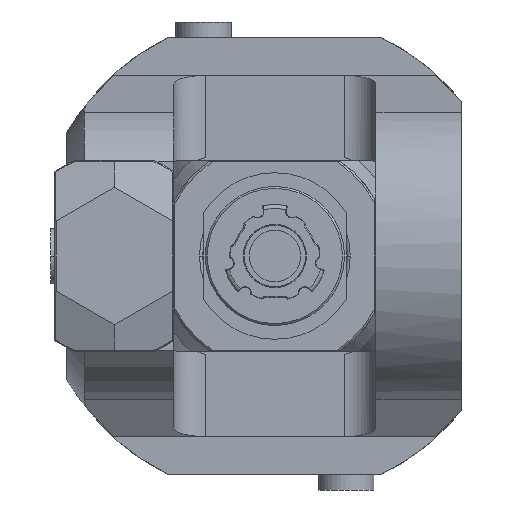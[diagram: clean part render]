
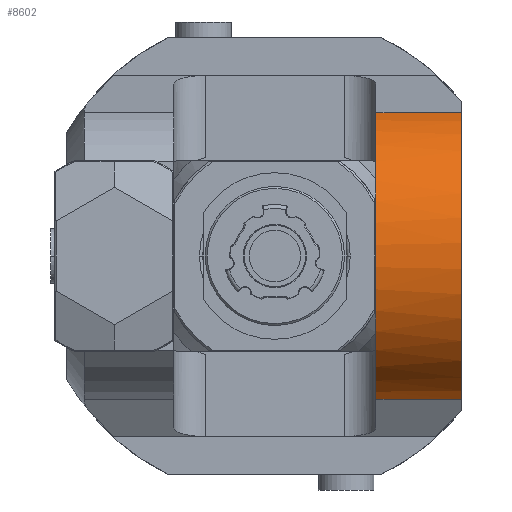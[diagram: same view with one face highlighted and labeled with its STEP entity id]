
A CAD part, left-side view. The second image highlights one B-rep face of the part: STEP entity #8602.
In plain terms, the highlighted cylindrical face has radius 37.5 mm (diameter 75 mm), a partial arc.
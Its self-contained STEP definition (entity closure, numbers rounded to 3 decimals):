
#1112=CARTESIAN_POINT('',(-77.,-25.5,0.));
#1113=DIRECTION('',(0.,1.,0.));
#1114=DIRECTION('',(-0.264,0.,-0.965));
#1115=AXIS2_PLACEMENT_3D('',#1112,#1113,#1114);
#1137=CARTESIAN_POINT('',(-77.,-25.5,0.));
#1138=DIRECTION('',(0.,1.,0.));
#1139=DIRECTION('',(-0.93,0.,0.368));
#1140=AXIS2_PLACEMENT_3D('',#1137,#1138,#1139);
#1236=DIRECTION('',(0.,-1.,0.));
#1237=VECTOR('',#1236,21.5);
#1238=CARTESIAN_POINT('',(-86.897,-25.5,36.17));
#1239=LINE('',#1238,#1237);
#1240=CARTESIAN_POINT('',(-77.,-25.5,0.));
#1241=DIRECTION('',(0.,1.,0.));
#1242=DIRECTION('',(-0.93,0.,-0.368));
#1243=AXIS2_PLACEMENT_3D('',#1240,#1241,#1242);
#1286=CARTESIAN_POINT('',(-77.,-47.,0.));
#1287=DIRECTION('',(0.,1.,0.));
#1288=DIRECTION('',(-0.264,0.,-0.965));
#1289=AXIS2_PLACEMENT_3D('',#1286,#1287,#1288);
#1427=DIRECTION('',(0.,-1.,0.));
#1428=VECTOR('',#1427,21.5);
#1429=CARTESIAN_POINT('',(-86.897,-25.5,-36.17));
#1430=LINE('',#1429,#1428);
#6481=CARTESIAN_POINT('',(-86.897,-47.,-36.17));
#6482=CARTESIAN_POINT('',(-86.897,-47.,36.17));
#6483=VERTEX_POINT('',#6481);
#6484=VERTEX_POINT('',#6482);
#6519=CARTESIAN_POINT('',(-86.897,-25.5,36.17));
#6520=VERTEX_POINT('',#6519);
#6523=CARTESIAN_POINT('',(-86.897,-25.5,-36.17));
#6524=VERTEX_POINT('',#6523);
#6623=CARTESIAN_POINT('',(-111.864,-25.5,-13.811));
#6624=CARTESIAN_POINT('',(-111.864,-25.5,13.811));
#6625=VERTEX_POINT('',#6623);
#6626=VERTEX_POINT('',#6624);
#8586=CARTESIAN_POINT('',(-77.,73.2,0.));
#8587=DIRECTION('',(0.,1.,0.));
#8588=DIRECTION('',(0.,0.,1.));
#8589=AXIS2_PLACEMENT_3D('',#8586,#8587,#8588);
#8590=CYLINDRICAL_SURFACE('',#8589,37.5);
#8591=ORIENTED_EDGE('',*,*,#8489,.T.);
#8593=ORIENTED_EDGE('',*,*,#8592,.T.);
#8595=ORIENTED_EDGE('',*,*,#8594,.F.);
#8597=ORIENTED_EDGE('',*,*,#8596,.F.);
#8598=ORIENTED_EDGE('',*,*,#8469,.T.);
#8599=ORIENTED_EDGE('',*,*,#8572,.T.);
#8600=EDGE_LOOP('',(#8591,#8593,#8595,#8597,#8598,#8599));
#8601=FACE_OUTER_BOUND('',#8600,.F.);
#8602=ADVANCED_FACE('',(#8601),#8590,.T.);
#1116=CIRCLE('',#1115,37.5);
#1141=CIRCLE('',#1140,37.5);
#1244=CIRCLE('',#1243,37.5);
#1290=CIRCLE('',#1289,37.5);
#8469=EDGE_CURVE('',#6524,#6625,#1116,.T.);
#8489=EDGE_CURVE('',#6626,#6520,#1141,.T.);
#8572=EDGE_CURVE('',#6625,#6626,#1244,.T.);
#8592=EDGE_CURVE('',#6520,#6484,#1239,.T.);
#8594=EDGE_CURVE('',#6483,#6484,#1290,.T.);
#8596=EDGE_CURVE('',#6524,#6483,#1430,.T.);
